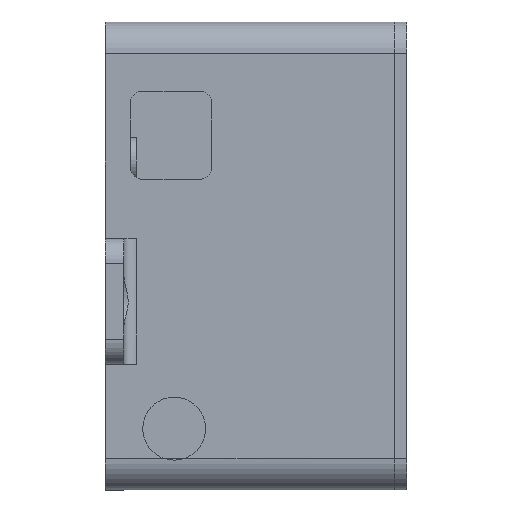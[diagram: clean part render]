
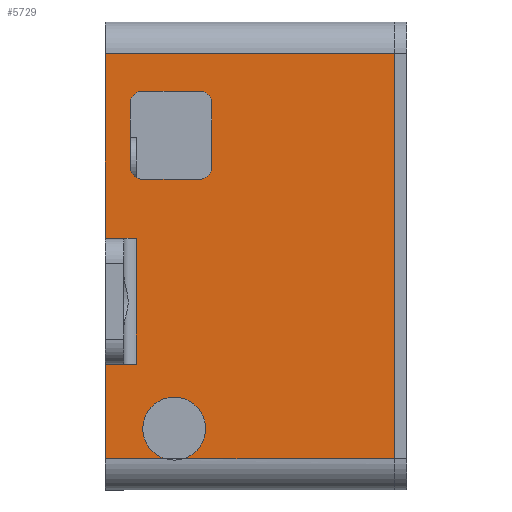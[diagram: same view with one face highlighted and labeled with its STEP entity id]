
A CAD part, left-side view. The second image highlights one B-rep face of the part: STEP entity #5729.
In plain terms, the highlighted planar face has unit normal (-1, 0, 0).
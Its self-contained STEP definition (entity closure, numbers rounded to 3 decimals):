
#139=FACE_BOUND('',#945,.T.);
#317=PLANE('',#6125);
#602=FACE_OUTER_BOUND('',#944,.T.);
#944=EDGE_LOOP('',(#4960,#4961,#4962,#4963,#4964,#4965,#4966,#4967,#4968,
#4969,#4970));
#945=EDGE_LOOP('',(#4971,#4972,#4973,#4974,#4975,#4976,#4977,#4978));
#1176=CIRCLE('',#6095,5.);
#1177=CIRCLE('',#6096,5.);
#1178=CIRCLE('',#6098,2.);
#1179=CIRCLE('',#6101,2.);
#1180=CIRCLE('',#6104,2.);
#1181=CIRCLE('',#6107,2.);
#1511=LINE('',#8396,#2179);
#1531=LINE('',#8524,#2199);
#1542=LINE('',#8566,#2210);
#1548=LINE('',#8585,#2216);
#1551=LINE('',#8592,#2219);
#1552=LINE('',#8594,#2220);
#1608=LINE('',#8868,#2276);
#1609=LINE('',#8879,#2277);
#1610=LINE('',#8880,#2278);
#1614=LINE('',#8894,#2282);
#1617=LINE('',#8902,#2285);
#1621=LINE('',#8911,#2289);
#1623=LINE('',#8917,#2291);
#2179=VECTOR('',#6749,10.);
#2199=VECTOR('',#6833,10.);
#2210=VECTOR('',#6872,10.);
#2216=VECTOR('',#6894,10.);
#2219=VECTOR('',#6901,10.);
#2220=VECTOR('',#6902,10.);
#2276=VECTOR('',#7134,10.);
#2277=VECTOR('',#7139,10.);
#2278=VECTOR('',#7140,10.);
#2282=VECTOR('',#7156,10.);
#2285=VECTOR('',#7165,10.);
#2289=VECTOR('',#7175,10.);
#2291=VECTOR('',#7183,10.);
#2784=VERTEX_POINT('',#8393);
#2785=VERTEX_POINT('',#8395);
#2818=VERTEX_POINT('',#8521);
#2819=VERTEX_POINT('',#8523);
#2828=VERTEX_POINT('',#8564);
#2833=VERTEX_POINT('',#8584);
#2835=VERTEX_POINT('',#8590);
#2836=VERTEX_POINT('',#8593);
#2896=VERTEX_POINT('',#8871);
#2897=VERTEX_POINT('',#8872);
#2898=VERTEX_POINT('',#8882);
#2899=VERTEX_POINT('',#8887);
#2900=VERTEX_POINT('',#8888);
#2901=VERTEX_POINT('',#8893);
#2902=VERTEX_POINT('',#8897);
#2903=VERTEX_POINT('',#8901);
#2904=VERTEX_POINT('',#8905);
#2905=VERTEX_POINT('',#8906);
#2906=VERTEX_POINT('',#8913);
#3413=EDGE_CURVE('',#2784,#2785,#1511,.T.);
#3457=EDGE_CURVE('',#2818,#2819,#1531,.T.);
#3475=EDGE_CURVE('',#2818,#2828,#1542,.T.);
#3484=EDGE_CURVE('',#2833,#2819,#1548,.T.);
#3488=EDGE_CURVE('',#2835,#2828,#1551,.T.);
#3489=EDGE_CURVE('',#2833,#2836,#1552,.T.);
#3600=EDGE_CURVE('',#2836,#2784,#1608,.T.);
#3602=EDGE_CURVE('',#2897,#2835,#1609,.T.);
#3603=EDGE_CURVE('',#2785,#2896,#1610,.T.);
#3604=EDGE_CURVE('',#2897,#2898,#1176,.T.);
#3605=EDGE_CURVE('',#2898,#2896,#1177,.T.);
#3607=EDGE_CURVE('',#2899,#2900,#1178,.T.);
#3610=EDGE_CURVE('',#2901,#2900,#1614,.T.);
#3612=EDGE_CURVE('',#2901,#2902,#1179,.T.);
#3614=EDGE_CURVE('',#2903,#2902,#1617,.T.);
#3616=EDGE_CURVE('',#2904,#2905,#1180,.T.);
#3619=EDGE_CURVE('',#2899,#2905,#1621,.T.);
#3620=EDGE_CURVE('',#2903,#2906,#1181,.T.);
#3622=EDGE_CURVE('',#2904,#2906,#1623,.T.);
#4960=ORIENTED_EDGE('',*,*,#3475,.T.);
#4961=ORIENTED_EDGE('',*,*,#3488,.F.);
#4962=ORIENTED_EDGE('',*,*,#3602,.F.);
#4963=ORIENTED_EDGE('',*,*,#3604,.T.);
#4964=ORIENTED_EDGE('',*,*,#3605,.T.);
#4965=ORIENTED_EDGE('',*,*,#3603,.F.);
#4966=ORIENTED_EDGE('',*,*,#3413,.F.);
#4967=ORIENTED_EDGE('',*,*,#3600,.F.);
#4968=ORIENTED_EDGE('',*,*,#3489,.F.);
#4969=ORIENTED_EDGE('',*,*,#3484,.T.);
#4970=ORIENTED_EDGE('',*,*,#3457,.F.);
#4971=ORIENTED_EDGE('',*,*,#3619,.T.);
#4972=ORIENTED_EDGE('',*,*,#3616,.F.);
#4973=ORIENTED_EDGE('',*,*,#3622,.T.);
#4974=ORIENTED_EDGE('',*,*,#3620,.F.);
#4975=ORIENTED_EDGE('',*,*,#3614,.T.);
#4976=ORIENTED_EDGE('',*,*,#3612,.F.);
#4977=ORIENTED_EDGE('',*,*,#3610,.T.);
#4978=ORIENTED_EDGE('',*,*,#3607,.F.);
#5729=ADVANCED_FACE('',(#602,#139),#317,.T.);
#6095=AXIS2_PLACEMENT_3D('',#8883,#7143,#7144);
#6096=AXIS2_PLACEMENT_3D('',#8884,#7145,#7146);
#6098=AXIS2_PLACEMENT_3D('',#8889,#7150,#7151);
#6101=AXIS2_PLACEMENT_3D('',#8898,#7160,#7161);
#6104=AXIS2_PLACEMENT_3D('',#8907,#7169,#7170);
#6107=AXIS2_PLACEMENT_3D('',#8914,#7178,#7179);
#6125=AXIS2_PLACEMENT_3D('',#8942,#7220,#7221);
#6749=DIRECTION('',(0.,-1.,0.));
#6833=DIRECTION('',(0.,1.,0.));
#6872=DIRECTION('',(0.,0.,-1.));
#6894=DIRECTION('',(0.,0.,1.));
#6901=DIRECTION('',(0.,1.,0.));
#6902=DIRECTION('',(0.,1.,0.));
#7134=DIRECTION('',(0.,0.,1.));
#7139=DIRECTION('',(0.,0.,-1.));
#7140=DIRECTION('',(0.,0.,-1.));
#7143=DIRECTION('center_axis',(1.,0.,0.));
#7144=DIRECTION('ref_axis',(0.,-1.,0.));
#7145=DIRECTION('center_axis',(1.,0.,0.));
#7146=DIRECTION('ref_axis',(0.,-1.,0.));
#7150=DIRECTION('center_axis',(-1.,0.,0.));
#7151=DIRECTION('ref_axis',(0.,-0.707,-0.707));
#7156=DIRECTION('',(0.,0.,-1.));
#7160=DIRECTION('center_axis',(-1.,0.,0.));
#7161=DIRECTION('ref_axis',(0.,-0.707,0.707));
#7165=DIRECTION('',(0.,-1.,0.));
#7169=DIRECTION('center_axis',(-1.,0.,0.));
#7170=DIRECTION('ref_axis',(0.,0.707,-0.707));
#7175=DIRECTION('',(0.,1.,0.));
#7178=DIRECTION('center_axis',(-1.,0.,0.));
#7179=DIRECTION('ref_axis',(0.,0.707,0.707));
#7183=DIRECTION('',(0.,0.,1.));
#7220=DIRECTION('center_axis',(-1.,0.,0.));
#7221=DIRECTION('ref_axis',(0.,1.,0.));
#8393=CARTESIAN_POINT('',(0.,48.8,44.));
#8395=CARTESIAN_POINT('',(0.,-15.6,44.));
#8396=CARTESIAN_POINT('',(0.,53.8,44.));
#8521=CARTESIAN_POINT('',(0.,-0.6,3.));
#8523=CARTESIAN_POINT('',(0.,19.4,3.));
#8524=CARTESIAN_POINT('',(0.,-2.,3.));
#8564=CARTESIAN_POINT('',(0.,-0.6,-2.));
#8566=CARTESIAN_POINT('',(0.,-0.6,0.25));
#8584=CARTESIAN_POINT('',(0.,19.4,-2.));
#8585=CARTESIAN_POINT('',(0.,19.4,1.5));
#8590=CARTESIAN_POINT('',(0.,-15.6,-2.));
#8592=CARTESIAN_POINT('',(0.,53.8,-2.));
#8593=CARTESIAN_POINT('',(0.,48.8,-2.));
#8594=CARTESIAN_POINT('',(0.,53.8,-2.));
#8868=CARTESIAN_POINT('',(0.,48.8,0.));
#8871=CARTESIAN_POINT('',(0.,-15.6,10.534));
#8872=CARTESIAN_POINT('',(0.,-15.6,7.466));
#8879=CARTESIAN_POINT('',(0.,-15.6,0.));
#8880=CARTESIAN_POINT('',(0.,-15.6,0.));
#8882=CARTESIAN_POINT('',(0.,-5.841,9.));
#8883=CARTESIAN_POINT('Origin',(0.,-10.841,9.));
#8884=CARTESIAN_POINT('Origin',(0.,-10.841,9.));
#8887=CARTESIAN_POINT('',(0.,30.8,2.));
#8888=CARTESIAN_POINT('',(0.,28.8,4.));
#8889=CARTESIAN_POINT('Origin',(0.,30.8,4.));
#8893=CARTESIAN_POINT('',(0.,28.8,13.));
#8894=CARTESIAN_POINT('',(0.,28.8,7.5));
#8897=CARTESIAN_POINT('',(0.,30.8,15.));
#8898=CARTESIAN_POINT('Origin',(0.,30.8,13.));
#8901=CARTESIAN_POINT('',(0.,40.8,15.));
#8902=CARTESIAN_POINT('',(0.,11.1,15.));
#8905=CARTESIAN_POINT('',(0.,42.8,4.));
#8906=CARTESIAN_POINT('',(0.,40.8,2.));
#8907=CARTESIAN_POINT('Origin',(0.,40.8,4.));
#8911=CARTESIAN_POINT('',(0.,4.1,2.));
#8913=CARTESIAN_POINT('',(0.,42.8,13.));
#8914=CARTESIAN_POINT('Origin',(0.,40.8,13.));
#8917=CARTESIAN_POINT('',(0.,42.8,1.));
#8942=CARTESIAN_POINT('Origin',(0.,-20.6,0.));
